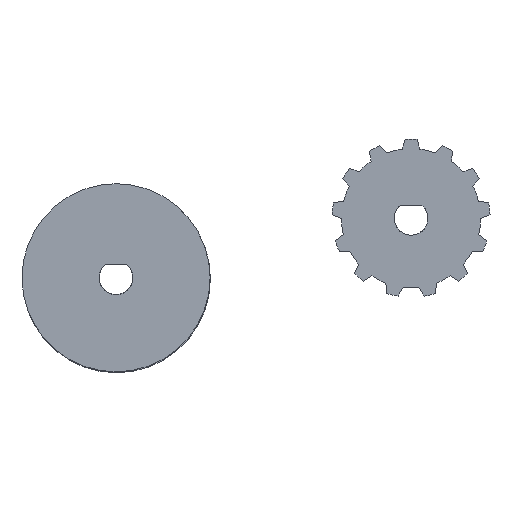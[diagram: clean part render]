
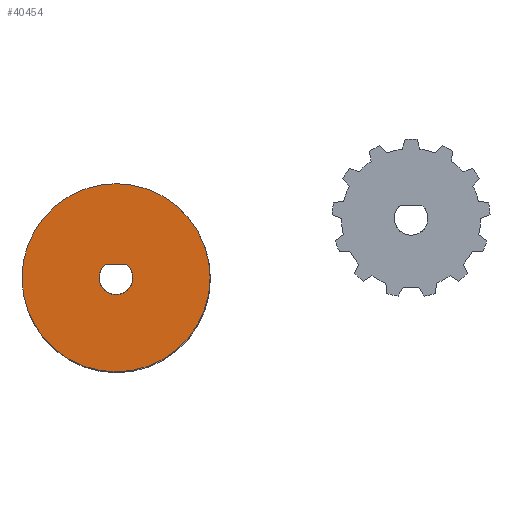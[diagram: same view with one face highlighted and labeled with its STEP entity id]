
A CAD part, front view. The second image highlights one B-rep face of the part: STEP entity #40454.
In plain terms, the highlighted planar face has unit normal (0, -1, 0).
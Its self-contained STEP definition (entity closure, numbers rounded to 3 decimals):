
#28=FACE_BOUND('',#18386,.T.);
#2887=PLANE('',#43979);
#7735=LINE('',#66664,#12471);
#12471=VECTOR('',#55704,10.);
#15374=FACE_OUTER_BOUND('',#18385,.T.);
#18385=EDGE_LOOP('',(#37016));
#18386=EDGE_LOOP('',(#37017,#37018));
#19019=CIRCLE('',#43980,12.5);
#19020=CIRCLE('',#43981,2.25);
#21486=VERTEX_POINT('',#66660);
#21487=VERTEX_POINT('',#66662);
#21488=VERTEX_POINT('',#66663);
#26717=EDGE_CURVE('',#21486,#21486,#19019,.T.);
#26718=EDGE_CURVE('',#21487,#21488,#7735,.T.);
#26719=EDGE_CURVE('',#21488,#21487,#19020,.T.);
#37016=ORIENTED_EDGE('',*,*,#26717,.T.);
#37017=ORIENTED_EDGE('',*,*,#26718,.T.);
#37018=ORIENTED_EDGE('',*,*,#26719,.T.);
#40454=ADVANCED_FACE('',(#15374,#28),#2887,.F.);
#43979=AXIS2_PLACEMENT_3D('',#66659,#55700,#55701);
#43980=AXIS2_PLACEMENT_3D('',#66661,#55702,#55703);
#43981=AXIS2_PLACEMENT_3D('',#66665,#55705,#55706);
#55700=DIRECTION('center_axis',(0.,1.,0.));
#55701=DIRECTION('ref_axis',(1.,0.,0.));
#55702=DIRECTION('center_axis',(0.,-1.,0.));
#55703=DIRECTION('ref_axis',(1.,0.,0.));
#55704=DIRECTION('',(1.,0.,0.));
#55705=DIRECTION('center_axis',(0.,1.,0.));
#55706=DIRECTION('ref_axis',(0.629,0.,0.778));
#66659=CARTESIAN_POINT('Origin',(0.,-56.,0.));
#66660=CARTESIAN_POINT('',(-12.5,-56.,0.));
#66661=CARTESIAN_POINT('Origin',(0.,-56.,0.));
#66662=CARTESIAN_POINT('',(-1.414,-56.,1.75));
#66663=CARTESIAN_POINT('',(1.414,-56.,1.75));
#66664=CARTESIAN_POINT('',(0.,-56.,1.75));
#66665=CARTESIAN_POINT('Origin',(0.,-56.,0.));
